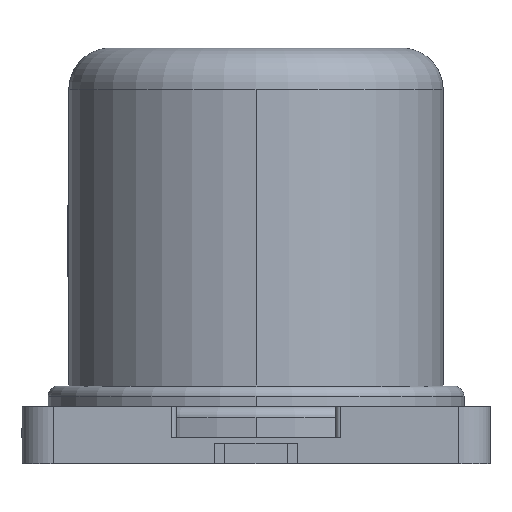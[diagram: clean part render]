
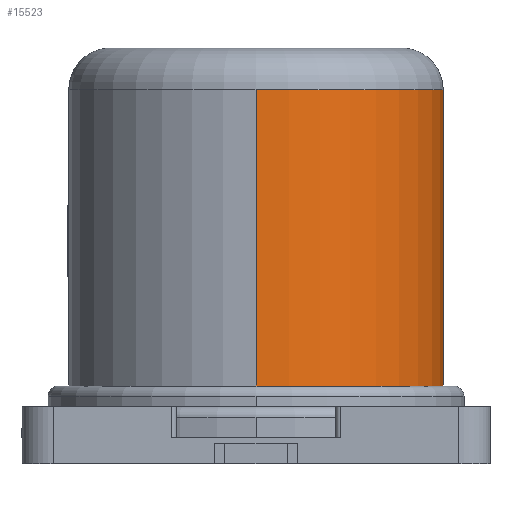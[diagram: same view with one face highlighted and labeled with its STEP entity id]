
A CAD part, left-side view. The second image highlights one B-rep face of the part: STEP entity #15523.
In plain terms, the highlighted cylindrical face has radius 1.8 mm (diameter 3.6 mm), a partial arc.
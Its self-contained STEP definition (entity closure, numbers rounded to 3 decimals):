
#1279 = CARTESIAN_POINT ( 'NONE',  ( -5.3, 0., 3.6 ) ) ;
#1430 = VECTOR ( 'NONE', #4886, 1000. ) ;
#1775 = VECTOR ( 'NONE', #13315, 1000. ) ;
#1900 = VERTEX_POINT ( 'NONE', #4510 ) ;
#2150 = CARTESIAN_POINT ( 'NONE',  ( -5.3, 0., 0.75 ) ) ;
#2236 = CIRCLE ( 'NONE', #15979, 1.8 ) ;
#2269 = DIRECTION ( 'NONE',  ( 0., 0., -1. ) ) ;
#2618 = EDGE_CURVE ( 'NONE', #12459, #15337, #12898, .T. ) ;
#2805 = ORIENTED_EDGE ( 'NONE', *, *, #5409, .T. ) ;
#3603 = LINE ( 'NONE', #9184, #1430 ) ;
#4256 = DIRECTION ( 'NONE',  ( 0., 0., -1. ) ) ;
#4510 = CARTESIAN_POINT ( 'NONE',  ( -3.5, -1.8, 3.6 ) ) ;
#4754 = ORIENTED_EDGE ( 'NONE', *, *, #2618, .T. ) ;
#4886 = DIRECTION ( 'NONE',  ( 0., 0., -1. ) ) ;
#5355 = AXIS2_PLACEMENT_3D ( 'NONE', #8256, #6977, #6704 ) ;
#5409 = EDGE_CURVE ( 'NONE', #1900, #15558, #2236, .T. ) ;
#5822 = AXIS2_PLACEMENT_3D ( 'NONE', #9606, #2269, #16302 ) ;
#6174 = FACE_OUTER_BOUND ( 'NONE', #15275, .T. ) ;
#6378 = EDGE_CURVE ( 'NONE', #1900, #15337, #3603, .T. ) ;
#6379 = CARTESIAN_POINT ( 'NONE',  ( -5.3, 0., 4. ) ) ;
#6704 = DIRECTION ( 'NONE',  ( 1., 0., 0. ) ) ;
#6977 = DIRECTION ( 'NONE',  ( 0., 0., 1. ) ) ;
#7370 = CARTESIAN_POINT ( 'NONE',  ( -3.5, -1.8, 0.75 ) ) ;
#8256 = CARTESIAN_POINT ( 'NONE',  ( -3.5, 0., 0.75 ) ) ;
#9184 = CARTESIAN_POINT ( 'NONE',  ( -3.5, -1.8, 4. ) ) ;
#9606 = CARTESIAN_POINT ( 'NONE',  ( -3.5, 0., 4. ) ) ;
#11174 = CARTESIAN_POINT ( 'NONE',  ( -3.5, 0., 3.6 ) ) ;
#11579 = ORIENTED_EDGE ( 'NONE', *, *, #14890, .T. ) ;
#11712 = CYLINDRICAL_SURFACE ( 'NONE', #5822, 1.8 ) ;
#12459 = VERTEX_POINT ( 'NONE', #2150 ) ;
#12898 = CIRCLE ( 'NONE', #5355, 1.8 ) ;
#13139 = LINE ( 'NONE', #6379, #1775 ) ;
#13315 = DIRECTION ( 'NONE',  ( 0., 0., -1. ) ) ;
#14016 = DIRECTION ( 'NONE',  ( 1., 0., 0. ) ) ;
#14890 = EDGE_CURVE ( 'NONE', #15558, #12459, #13139, .T. ) ;
#15275 = EDGE_LOOP ( 'NONE', ( #2805, #11579, #4754, #17192 ) ) ;
#15337 = VERTEX_POINT ( 'NONE', #7370 ) ;
#15523 = ADVANCED_FACE ( 'NONE', ( #6174 ), #11712, .T. ) ;
#15558 = VERTEX_POINT ( 'NONE', #1279 ) ;
#15979 = AXIS2_PLACEMENT_3D ( 'NONE', #11174, #4256, #14016 ) ;
#16302 = DIRECTION ( 'NONE',  ( -1., 0., 0. ) ) ;
#17192 = ORIENTED_EDGE ( 'NONE', *, *, #6378, .F. ) ;
